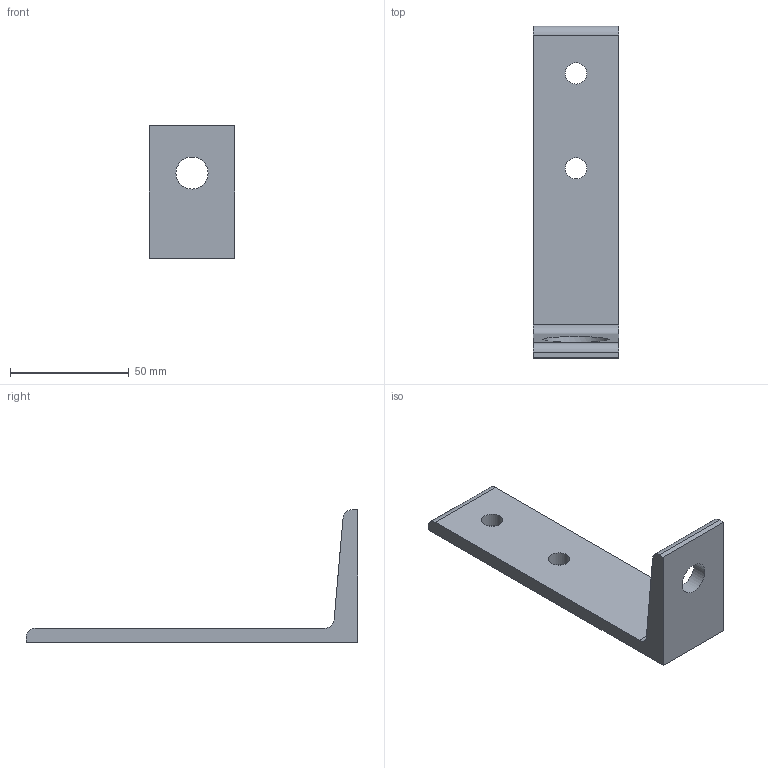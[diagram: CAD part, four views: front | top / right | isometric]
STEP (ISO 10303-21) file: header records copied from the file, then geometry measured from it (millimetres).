
FILE_DESCRIPTION(('FreeCAD Model'),'2;1');
FILE_NAME('Open CASCADE Shape Model','2026-03-04T11:28:25',(''),(''), 'Open CASCADE STEP processor 7.6','FreeCAD','Unknown');
FILE_SCHEMA(('AUTOMOTIVE_DESIGN { 1 0 10303 214 1 1 1 1 }'));
Length unit declared in the file: millimetre
Products named in the file (1): STI8-EAN40
Bounding box: 36 x 140 x 56 mm (x, y, z)
Volume: 42390.1 mm3; surface area: 16472.7 mm2
Topology: 1 solids, 1 shells, 16 faces, 43 edges, 30 vertices
Faces by surface type: plane 9, cylinder 7
Full cylindrical faces by diameter (mm): 9 x2, 13.5 x1, 28 x1
Entity records: 546 total; most frequent: CARTESIAN_POINT 94, DIRECTION 91, ORIENTED_EDGE 86, EDGE_CURVE 43, AXIS2_PLACEMENT_3D 35, VERTEX_POINT 30, FACE_BOUND 23, EDGE_LOOP 23
